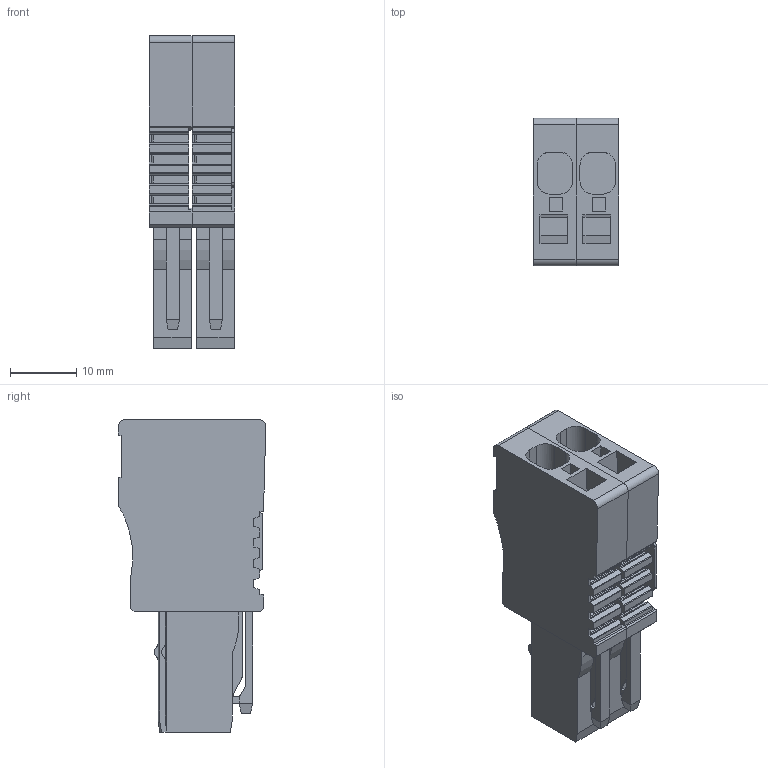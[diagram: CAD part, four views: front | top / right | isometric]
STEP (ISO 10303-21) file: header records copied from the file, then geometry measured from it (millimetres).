
FILE_DESCRIPTION(('CATIA V5R22 STEP214','CAx-IF Rec.Pracs.--- Model Styling and Organization---1.4--- 2014-01-23'),'2;1');
FILE_NAME ('023935-2_0', '2021-04-21T07:13:11+00:00', ('Weidmueller Interface'), ('Weidmueller'), 'CATIA Version 5-6 Release 2016 SP3 HF44', 'CATIA V5 STEP AP214', 'none');
FILE_SCHEMA(('AUTOMOTIVE_DESIGN { 1 0 10303 214 1 1 1 1 }'));
Length unit declared in the file: millimetre
Products named in the file (1): ZP_4-1AN-..._AllCATPart
Bounding box: 13 x 22.34 x 47.31 mm (x, y, z)
Volume: 8381.2 mm3; surface area: 7549.2 mm2
Topology: 3 solids, 3 shells, 664 faces, 1920 edges, 1268 vertices
Faces by surface type: plane 479, cylinder 185
Entity records: 21230 total; most frequent: CARTESIAN_POINT 4008, ORIENTED_EDGE 3840, DIRECTION 3110, EDGE_CURVE 1920, VECTOR 1537, LINE 1537, VERTEX_POINT 1268, AXIS2_PLACEMENT_3D 968
